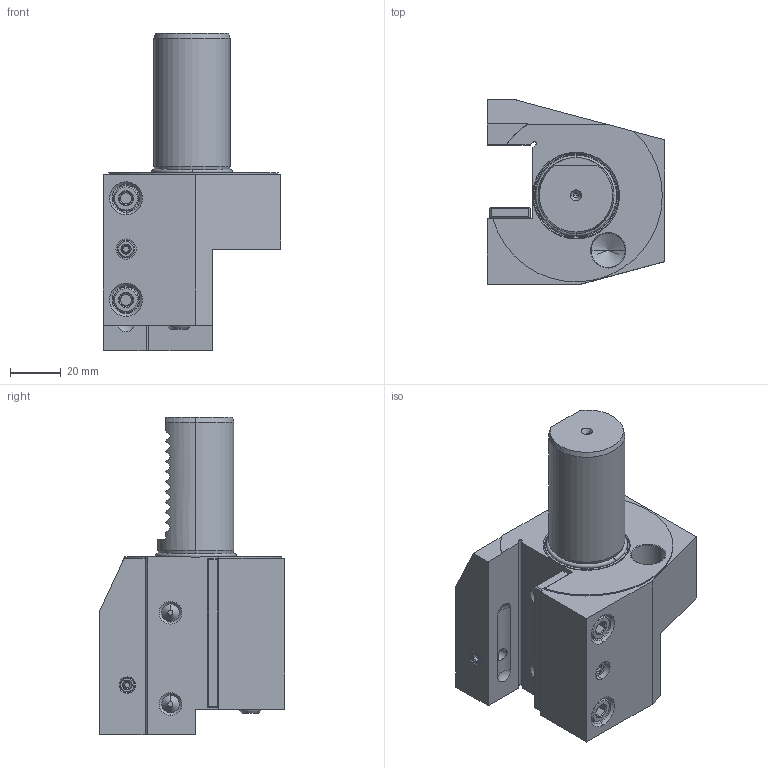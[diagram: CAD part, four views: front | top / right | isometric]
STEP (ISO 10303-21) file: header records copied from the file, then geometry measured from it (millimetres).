
FILE_DESCRIPTION((''),'2;1');
FILE_NAME('309_43_20_IK','2020-11-09T',('101107'),(''),'CREO PARAMETRIC BY PTC INC, 2016260','CREO PARAMETRIC BY PTC INC, 2016260','');
FILE_SCHEMA(('CONFIG_CONTROL_DESIGN'));
Length unit declared in the file: millimetre
Products named in the file (1): 309_43_20_IK
Bounding box: 70 x 73 x 125 mm (x, y, z)
Volume: 231256.2 mm3; surface area: 41156.6 mm2
Topology: 1 solids, 6 shells, 471 faces, 1117 edges, 674 vertices
Faces by surface type: cone 182, plane 176, cylinder 90, sphere 8, torus 6, revolution 5, bspline 4
Entity records: 15750 total; most frequent: CARTESIAN_POINT 5140, ORIENTED_EDGE 2202, DIRECTION 2170, EDGE_CURVE 1101, AXIS2_PLACEMENT_3D 845, VERTEX_POINT 674, EDGE_LOOP 517, VECTOR 475
